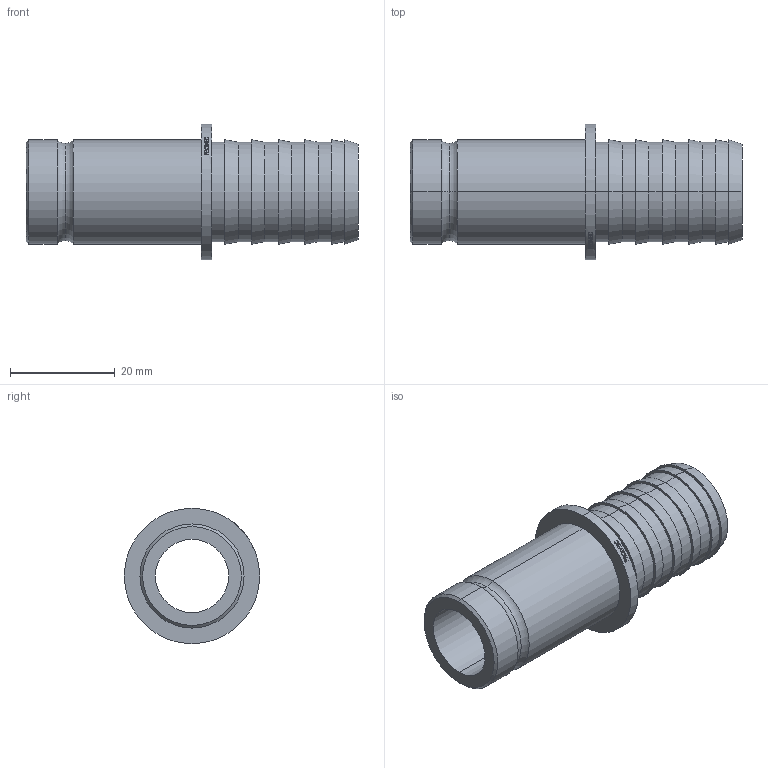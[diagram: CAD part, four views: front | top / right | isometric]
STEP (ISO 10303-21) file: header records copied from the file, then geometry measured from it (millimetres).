
FILE_DESCRIPTION (( 'STEP AP203' ), '1' );
FILE_NAME ('7db7.STEP', '2022-09-21T17:53:56', ( '' ), ( '' ), 'SwSTEP 2.0', 'SolidWorks 2019', '' );
FILE_SCHEMA (( 'CONFIG_CONTROL_DESIGN' ));
Length unit declared in the file: millimetre
Products named in the file (1): 7db7
Bounding box: 63.5 x 25.9 x 25.9 mm (x, y, z)
Volume: 9748.5 mm3; surface area: 7677.7 mm2
Topology: 1 solids, 1 shells, 129 faces, 314 edges, 204 vertices
Faces by surface type: plane 42, bspline 42, cylinder 27, cone 14, torus 4
Entity records: 5474 total; most frequent: CARTESIAN_POINT 2659, ORIENTED_EDGE 628, DIRECTION 454, EDGE_CURVE 314, VERTEX_POINT 204, AXIS2_PLACEMENT_3D 188, EDGE_LOOP 148, B_SPLINE_CURVE_WITH_KNOTS 136
